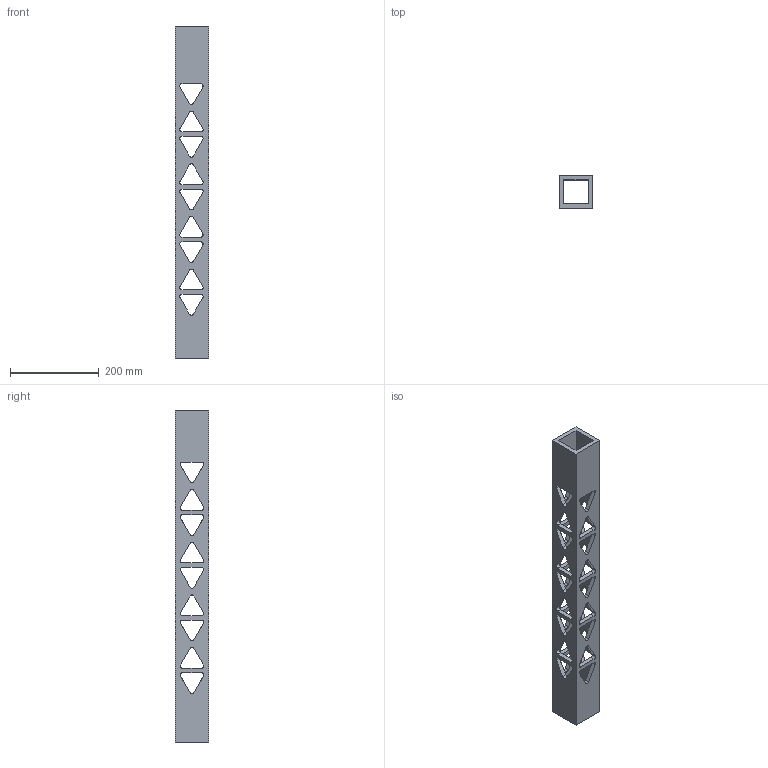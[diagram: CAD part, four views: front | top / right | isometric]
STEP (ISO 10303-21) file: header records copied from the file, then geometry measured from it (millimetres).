
FILE_DESCRIPTION(/* description */ ('STEP AP214'),/* implementation_level */ '2;1');
FILE_NAME(/* name */ '6248f2d1cd349e5e6e0b9acd',/* time_stamp */ '2022-04-03T01:05:22+00:00',/* author */ (''),/* organization */ (''),/* preprocessor_version */ 'ST-DEVELOPER v18.101',/* originating_system */ ' ',/* authorisation */ ' ');
FILE_SCHEMA (('AUTOMOTIVE_DESIGN {1 0 10303 214 3 1 1}'));
Length unit declared in the file: metre
Products named in the file (1): Part 2
Bounding box: 75 x 75 x 750 mm (x, y, z)
Volume: 1407225.6 mm3; surface area: 344074.8 mm2
Topology: 1 solids, 1 shells, 231 faces, 756 edges, 504 vertices
Faces by surface type: plane 127, cylinder 104
Entity records: 8532 total; most frequent: ORIENTED_EDGE 1512, CARTESIAN_POINT 1492, DIRECTION 1464, EDGE_CURVE 756, LINE 512, VECTOR 512, VERTEX_POINT 504, AXIS2_PLACEMENT_3D 476
